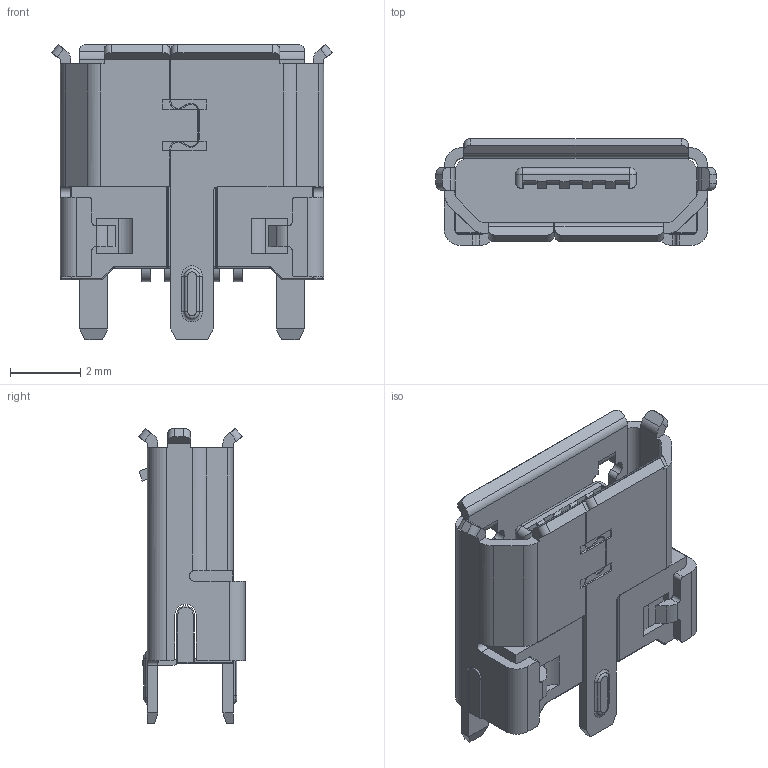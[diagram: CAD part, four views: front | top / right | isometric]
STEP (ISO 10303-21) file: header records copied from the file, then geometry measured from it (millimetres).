
FILE_DESCRIPTION(/* description */ (''),/* implementation_level */ '2;1');
FILE_NAME(/* name */ 'Molex - 1051330001.step',/* time_stamp */ '2020-06-06T02:50:34+01:00',/* author */ (''),/* organization */ (''),/* preprocessor_version */ 'ST-DEVELOPER v18.1',/* originating_system */ 'Autodesk Translation Framework v9.2.0.1227',/* authorisation */ '');
FILE_SCHEMA (('AUTOMOTIVE_DESIGN { 1 0 10303 214 3 1 1 }'));
Length unit declared in the file: millimetre
Products named in the file (1): Molex - 1051330001
Bounding box: 7.99 x 3.03 x 8.4 mm (x, y, z)
Volume: 66.7 mm3; surface area: 369.2 mm2
Topology: 1 solids, 1 shells, 542 faces, 1501 edges, 953 vertices
Faces by surface type: plane 296, cylinder 197, torus 23, sphere 19, bspline 5, cone 2
Entity records: 17712 total; most frequent: CARTESIAN_POINT 3291, ORIENTED_EDGE 2998, DIRECTION 2991, EDGE_CURVE 1499, LINE 1029, VECTOR 1029, AXIS2_PLACEMENT_3D 981, VERTEX_POINT 953
